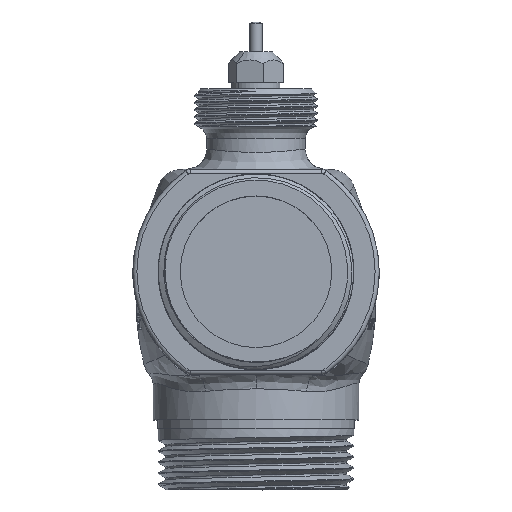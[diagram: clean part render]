
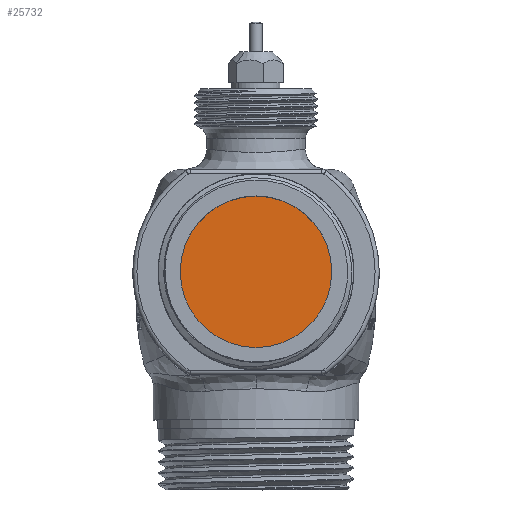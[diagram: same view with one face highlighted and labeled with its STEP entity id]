
A CAD part, top view. The second image highlights one B-rep face of the part: STEP entity #25732.
In plain terms, the highlighted planar face has unit normal (0, 0, 1).
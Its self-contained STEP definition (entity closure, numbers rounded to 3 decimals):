
#7011=CARTESIAN_POINT('',(0.,0.,25.5));
#7012=DIRECTION('',(0.,0.,-1.));
#7013=DIRECTION('',(1.,0.,0.));
#7014=AXIS2_PLACEMENT_3D('',#7011,#7012,#7013);
#7016=CARTESIAN_POINT('',(0.,0.,25.5));
#7017=DIRECTION('',(0.,0.,-1.));
#7018=DIRECTION('',(-1.,0.,0.));
#7019=AXIS2_PLACEMENT_3D('',#7016,#7017,#7018);
#15864=CARTESIAN_POINT('',(-18.45,0.,25.5));
#15865=VERTEX_POINT('',#15864);
#15866=CARTESIAN_POINT('',(18.45,0.,25.5));
#15867=VERTEX_POINT('',#15866);
#25721=CARTESIAN_POINT('',(-29.,23.,25.5));
#25722=DIRECTION('',(0.,0.,1.));
#25723=DIRECTION('',(0.,-1.,0.));
#25724=AXIS2_PLACEMENT_3D('',#25721,#25722,#25723);
#25725=PLANE('',#25724);
#25727=ORIENTED_EDGE('',*,*,#25726,.T.);
#25729=ORIENTED_EDGE('',*,*,#25728,.T.);
#25730=EDGE_LOOP('',(#25727,#25729));
#25731=FACE_OUTER_BOUND('',#25730,.F.);
#25732=ADVANCED_FACE('',(#25731),#25725,.T.);
#7015=CIRCLE('',#7014,18.45);
#7020=CIRCLE('',#7019,18.45);
#25726=EDGE_CURVE('',#15867,#15865,#7015,.T.);
#25728=EDGE_CURVE('',#15865,#15867,#7020,.T.);
